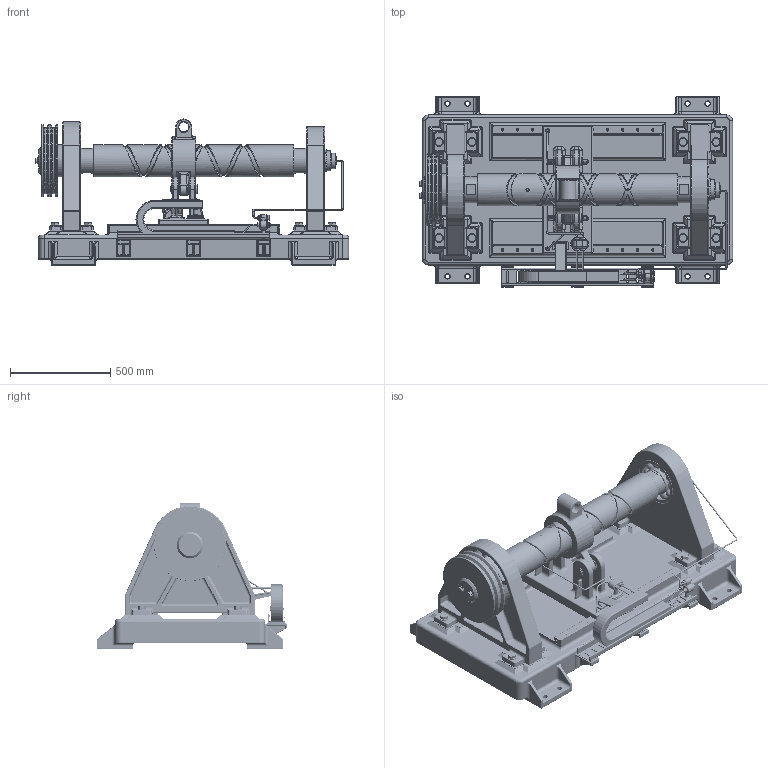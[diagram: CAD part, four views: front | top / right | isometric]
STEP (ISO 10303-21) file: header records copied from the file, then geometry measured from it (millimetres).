
FILE_DESCRIPTION(('FreeCAD Model'),'2;1');
FILE_NAME('Open CASCADE Shape Model','2025-05-02T23:09:32',('FreeCAD'),( 'FreeCAD'),'Open CASCADE STEP processor 7.6','FreeCAD','Unknown');
FILE_SCHEMA(('AUTOMOTIVE_DESIGN { 1 0 10303 214 1 1 1 1 }'));
Products named in the file (1): Open CASCADE STEP translator 7.6 1
Bounding box: 1565.8 x 950 x 730 mm (x, y, z)
Volume: 151678374.8 mm3; surface area: 10324352.8 mm2
Topology: 86 solids, 87 shells, 3576 faces, 8170 edges, 4823 vertices
Faces by surface type: cylinder 1321, plane 1046, cone 351, bspline 336, torus 265, sphere 257
Full cylindrical faces by diameter (mm): 1 x4, 4.134 x8, 6 x35, 7 x27, 10 x11, 13.835 x2, 15 x4, 16 x23, 17 x2, 18 x2, 18.631 x1, 20 x17, 20.752 x8, 21 x2, 22.49 x2, 24 x12, 25 x20, 26 x14, 30 x5, 33 x1, 33.61 x8, 37.129 x1, 40 x7, 44 x10, 50 x1, 60 x2, 76 x1, 94 x1, 97.835 x1, 100 x1
Entity records: 124986 total; most frequent: CARTESIAN_POINT 44344, DIRECTION 17734, ORIENTED_EDGE 16120, EDGE_CURVE 8060, AXIS2_PLACEMENT_3D 7055, VERTEX_POINT 4813, FACE_BOUND 3993, EDGE_LOOP 3983
